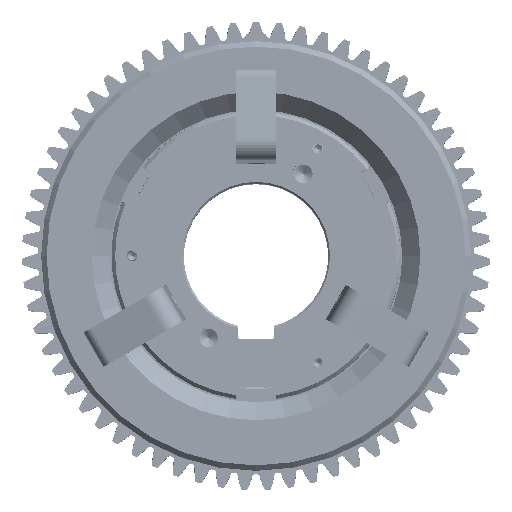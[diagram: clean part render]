
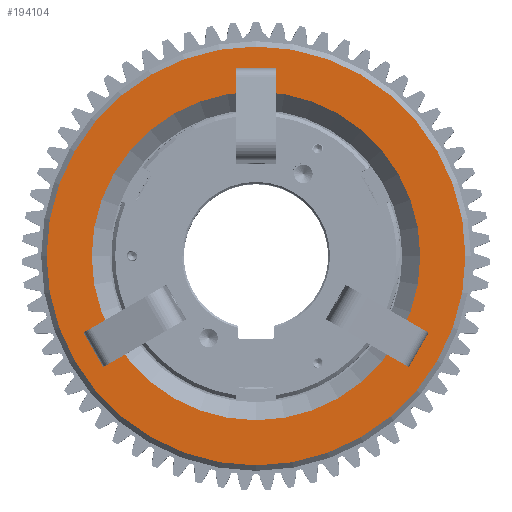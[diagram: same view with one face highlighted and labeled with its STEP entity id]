
A CAD part, top view. The second image highlights one B-rep face of the part: STEP entity #194104.
In plain terms, the highlighted planar face has unit normal (0, 0, 1).
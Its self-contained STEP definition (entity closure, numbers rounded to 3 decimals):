
#127752 = VERTEX_POINT ( 'NONE', #221446 ) ;
#127757 = EDGE_CURVE ( 'NONE', #127752, #127760, #221444, .T. ) ;
#127760 = VERTEX_POINT ( 'NONE', #221445 ) ;
#127945 = EDGE_CURVE ( 'NONE', #127989, #127984, #221613, .T. ) ;
#127984 = VERTEX_POINT ( 'NONE', #221638 ) ;
#127989 = VERTEX_POINT ( 'NONE', #221637 ) ;
#141956 = DIRECTION ( 'NONE',  ( 1., 0., 0. ) ) ;
#141959 = DIRECTION ( 'NONE',  ( 0., 0., 1. ) ) ;
#141961 = CARTESIAN_POINT ( 'NONE',  ( 0., 0., -21. ) ) ;
#141963 = AXIS2_PLACEMENT_3D ( 'NONE', #141961, #141959, #141956 ) ;
#141966 = CIRCLE ( 'NONE', #141963, 116. ) ;
#144931 = DIRECTION ( 'NONE',  ( 1., 0., 0. ) ) ;
#144934 = DIRECTION ( 'NONE',  ( 0., 0., -1. ) ) ;
#144937 = CARTESIAN_POINT ( 'NONE',  ( 0., 0., -21. ) ) ;
#144939 = AXIS2_PLACEMENT_3D ( 'NONE', #144937, #144934, #144931 ) ;
#144956 = CIRCLE ( 'NONE', #144939, 91. ) ;
#150132 = DIRECTION ( 'NONE',  ( 1., 0., 0. ) ) ;
#150133 = DIRECTION ( 'NONE',  ( 0., 0., 1. ) ) ;
#150135 = CARTESIAN_POINT ( 'NONE',  ( 0., 0., -21. ) ) ;
#150145 = AXIS2_PLACEMENT_3D ( 'NONE', #150135, #150133, #150132 ) ;
#150148 = PLANE ( 'NONE',  #150145 ) ;
#150149 = FACE_BOUND ( 'NONE', #194124, .T. ) ;
#150153 = FACE_OUTER_BOUND ( 'NONE', #194110, .T. ) ;
#192508 = EDGE_CURVE ( 'NONE', #127760, #127752, #141966, .T. ) ;
#193128 = EDGE_CURVE ( 'NONE', #127984, #127989, #144956, .T. ) ;
#194104 = ADVANCED_FACE ( 'NONE', ( #150153, #150149 ), #150148, .T. ) ;
#194110 = EDGE_LOOP ( 'NONE', ( #194112, #194123 ) ) ;
#194112 = ORIENTED_EDGE ( 'NONE', *, *, #192508, .T. ) ;
#194123 = ORIENTED_EDGE ( 'NONE', *, *, #127757, .T. ) ;
#194124 = EDGE_LOOP ( 'NONE', ( #194130, #194133 ) ) ;
#194130 = ORIENTED_EDGE ( 'NONE', *, *, #127945, .T. ) ;
#194133 = ORIENTED_EDGE ( 'NONE', *, *, #193128, .T. ) ;
#221440 = DIRECTION ( 'NONE',  ( 1., 0., 0. ) ) ;
#221441 = DIRECTION ( 'NONE',  ( 0., 0., 1. ) ) ;
#221442 = CARTESIAN_POINT ( 'NONE',  ( 0., 0., -21. ) ) ;
#221443 = AXIS2_PLACEMENT_3D ( 'NONE', #221442, #221441, #221440 ) ;
#221444 = CIRCLE ( 'NONE', #221443, 116. ) ;
#221445 = CARTESIAN_POINT ( 'NONE',  ( -116., 0., -21. ) ) ;
#221446 = CARTESIAN_POINT ( 'NONE',  ( 116., 0., -21. ) ) ;
#221604 = DIRECTION ( 'NONE',  ( 1., 0., 0. ) ) ;
#221605 = DIRECTION ( 'NONE',  ( 0., 0., -1. ) ) ;
#221606 = CARTESIAN_POINT ( 'NONE',  ( 0., 0., -21. ) ) ;
#221607 = AXIS2_PLACEMENT_3D ( 'NONE', #221606, #221605, #221604 ) ;
#221613 = CIRCLE ( 'NONE', #221607, 91. ) ;
#221637 = CARTESIAN_POINT ( 'NONE',  ( -91., 0., -21. ) ) ;
#221638 = CARTESIAN_POINT ( 'NONE',  ( 91., 0., -21. ) ) ;
